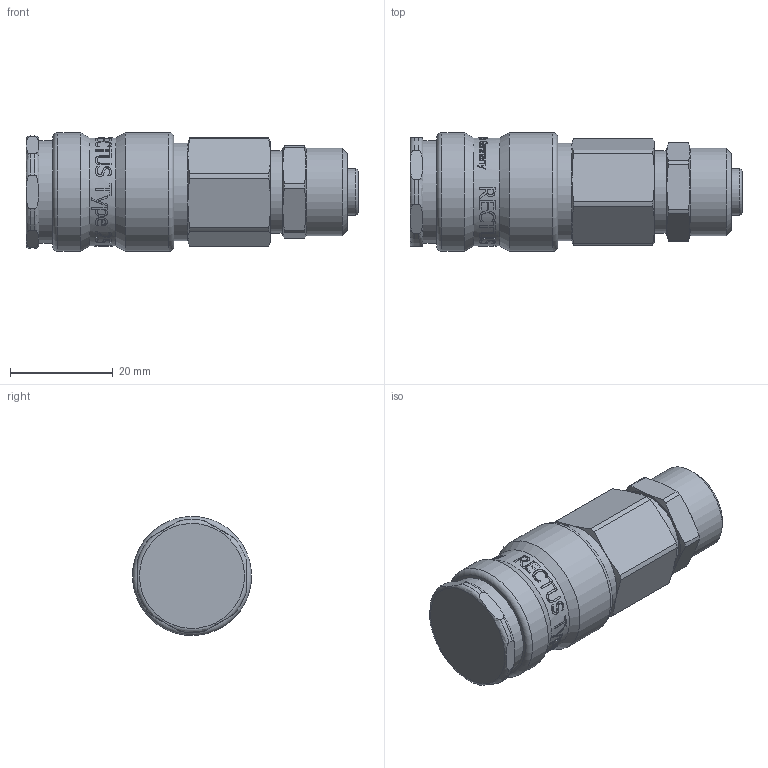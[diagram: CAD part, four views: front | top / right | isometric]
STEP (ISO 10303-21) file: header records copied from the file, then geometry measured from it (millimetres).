
FILE_DESCRIPTION(/* description */ (''),/* implementation_level */ '2;1');
FILE_NAME(/* name */ '25kbko12rvx.stp',/* time_stamp */ '2019-07-10T15:15:25+02:00',/* author */ ('JS223480'),/* organization */ (''),/* preprocessor_version */ 'ST-DEVELOPER v16.5',/* originating_system */ 'Autodesk Inventor 2017',/* authorisation */ '');
FILE_SCHEMA (('AUTOMOTIVE_DESIGN { 1 0 10303 214 3 1 1 }'));
Products named in the file (1): 25kbko12rvx
Bounding box: 64.5 x 23.09 x 23.09 mm (x, y, z)
Volume: 18499.7 mm3; surface area: 9125.6 mm2
Topology: 2 solids, 3 shells, 608 faces, 1599 edges, 1053 vertices
Faces by surface type: bspline 248, plane 227, cylinder 86, cone 36, torus 11
Full cylindrical faces by diameter (mm): 9 x1, 9.45 x1, 11 x1, 12.2 x1, 14.206 x1, 14.6 x1, 14.92 x1, 15 x1, 15.1 x1, 15.3 x1, 15.6 x1, 16 x2, 17 x1, 17.25 x1, 18.95 x1, 19.35 x1, 20 x1, 20.05 x1, 21 x1, 23.15 x2
Entity records: 85046 total; most frequent: CARTESIAN_POINT 71208, ORIENTED_EDGE 3070, DIRECTION 2028, EDGE_CURVE 1535, VERTEX_POINT 1040, EDGE_LOOP 719, LINE 680, VECTOR 680
